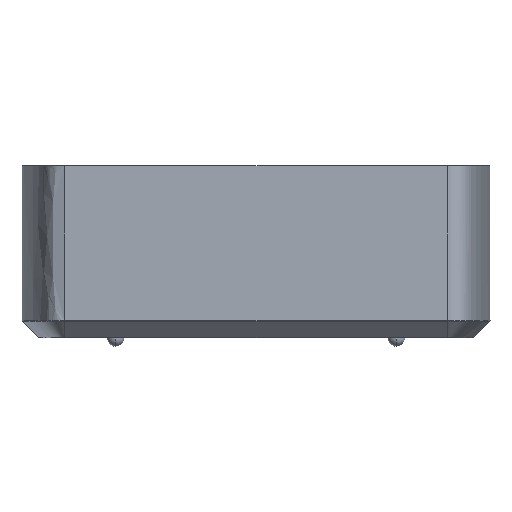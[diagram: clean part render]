
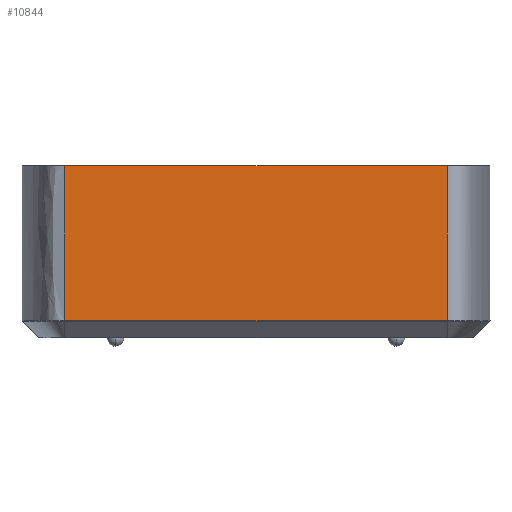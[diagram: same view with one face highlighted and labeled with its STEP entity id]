
A CAD part, left-side view. The second image highlights one B-rep face of the part: STEP entity #10844.
In plain terms, the highlighted planar face has unit normal (-1, 0, 0).
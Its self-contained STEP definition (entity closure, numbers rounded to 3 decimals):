
#300 = AXIS2_PLACEMENT_3D ( 'NONE', #4546, #1529, #1484 ) ;
#476 = DIRECTION ( 'NONE',  ( 0., -1., 0. ) ) ;
#582 = EDGE_CURVE ( 'NONE', #6037, #13230, #7027, .T. ) ;
#947 = FACE_OUTER_BOUND ( 'NONE', #3264, .T. ) ;
#1484 = DIRECTION ( 'NONE',  ( 0., 0., -1. ) ) ;
#1529 = DIRECTION ( 'NONE',  ( 1., 0., 0. ) ) ;
#3006 = DIRECTION ( 'NONE',  ( 0., -1., 0. ) ) ;
#3264 = EDGE_LOOP ( 'NONE', ( #4005, #9608, #4147, #4586 ) ) ;
#3927 = LINE ( 'NONE', #8860, #12103 ) ;
#4005 = ORIENTED_EDGE ( 'NONE', *, *, #582, .T. ) ;
#4147 = ORIENTED_EDGE ( 'NONE', *, *, #6002, .F. ) ;
#4546 = CARTESIAN_POINT ( 'NONE',  ( 1.2, 40.5, 18.25 ) ) ;
#4586 = ORIENTED_EDGE ( 'NONE', *, *, #5984, .F. ) ;
#5921 = CARTESIAN_POINT ( 'NONE',  ( 1.2, 40.5, 0.041 ) ) ;
#5968 = LINE ( 'NONE', #5994, #11402 ) ;
#5984 = EDGE_CURVE ( 'NONE', #6037, #7031, #8742, .T. ) ;
#5994 = CARTESIAN_POINT ( 'NONE',  ( 1.2, -4.5, 0.041 ) ) ;
#6002 = EDGE_CURVE ( 'NONE', #7031, #12579, #3927, .T. ) ;
#6025 = VECTOR ( 'NONE', #476, 1000. ) ;
#6037 = VERTEX_POINT ( 'NONE', #12077 ) ;
#6429 = DIRECTION ( 'NONE',  ( 0., 0., -1. ) ) ;
#6802 = CARTESIAN_POINT ( 'NONE',  ( 1.2, 40.5, 18.25 ) ) ;
#7027 = LINE ( 'NONE', #9282, #12462 ) ;
#7031 = VERTEX_POINT ( 'NONE', #12847 ) ;
#7828 = CARTESIAN_POINT ( 'NONE',  ( 1.2, -4.5, 0.041 ) ) ;
#8742 = LINE ( 'NONE', #6802, #6025 ) ;
#8860 = CARTESIAN_POINT ( 'NONE',  ( 1.2, -4.5, 18.25 ) ) ;
#9033 = DIRECTION ( 'NONE',  ( 0., 0., -1. ) ) ;
#9282 = CARTESIAN_POINT ( 'NONE',  ( 1.2, 40.5, 18.25 ) ) ;
#9608 = ORIENTED_EDGE ( 'NONE', *, *, #11995, .T. ) ;
#10626 = PLANE ( 'NONE',  #300 ) ;
#10844 = ADVANCED_FACE ( 'NONE', ( #947 ), #10626, .F. ) ;
#11402 = VECTOR ( 'NONE', #3006, 1000. ) ;
#11995 = EDGE_CURVE ( 'NONE', #13230, #12579, #5968, .T. ) ;
#12077 = CARTESIAN_POINT ( 'NONE',  ( 1.2, 40.5, 18.25 ) ) ;
#12103 = VECTOR ( 'NONE', #9033, 1000. ) ;
#12462 = VECTOR ( 'NONE', #6429, 1000. ) ;
#12579 = VERTEX_POINT ( 'NONE', #7828 ) ;
#12847 = CARTESIAN_POINT ( 'NONE',  ( 1.2, -4.5, 18.25 ) ) ;
#13230 = VERTEX_POINT ( 'NONE', #5921 ) ;
